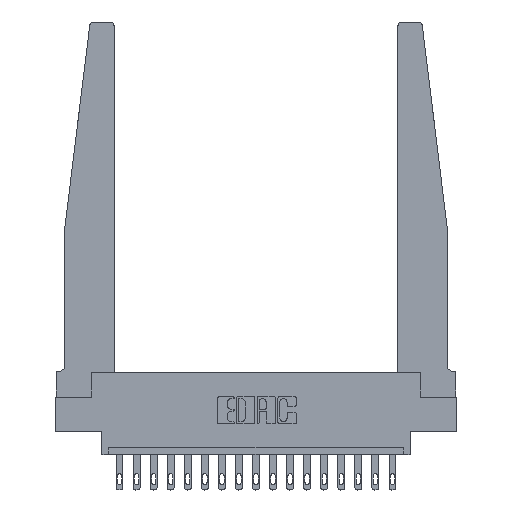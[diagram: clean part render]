
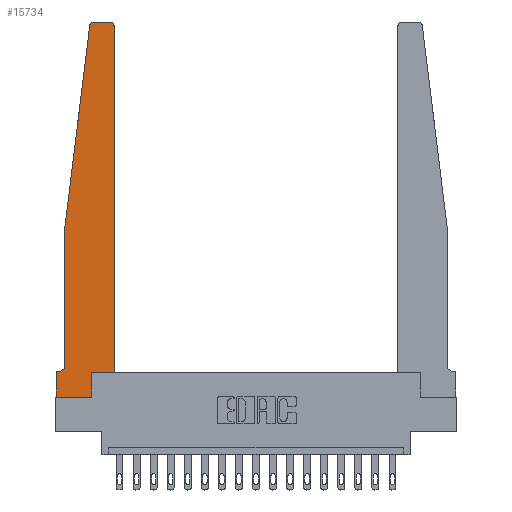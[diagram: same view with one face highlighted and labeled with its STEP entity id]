
A CAD part, top view. The second image highlights one B-rep face of the part: STEP entity #15734.
In plain terms, the highlighted planar face has unit normal (0, 0, 1).
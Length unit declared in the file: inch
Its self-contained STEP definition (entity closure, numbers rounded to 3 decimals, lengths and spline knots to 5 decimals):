
#436 = VERTEX_POINT ( 'NONE', #14432 ) ;
#632 = DIRECTION ( 'NONE',  ( 0., 0., 1. ) ) ;
#763 = CARTESIAN_POINT ( 'NONE',  ( 0.425, 2.72, 0.37 ) ) ;
#804 = VERTEX_POINT ( 'NONE', #16163 ) ;
#934 = LINE ( 'NONE', #11297, #13392 ) ;
#936 = EDGE_CURVE ( 'NONE', #8753, #14226, #13387, .T. ) ;
#1091 = CARTESIAN_POINT ( 'NONE',  ( 0.065, 0.2375, 0.37 ) ) ;
#1387 = AXIS2_PLACEMENT_3D ( 'NONE', #15350, #632, #4990 ) ;
#1636 = CARTESIAN_POINT ( 'NONE',  ( 0.015, 0.1875, 0.37 ) ) ;
#1797 = VERTEX_POINT ( 'NONE', #763 ) ;
#1824 = DIRECTION ( 'NONE',  ( 1., 0., 0. ) ) ;
#2332 = LINE ( 'NONE', #14433, #13020 ) ;
#2343 = EDGE_CURVE ( 'NONE', #804, #9766, #9918, .T. ) ;
#2389 = DIRECTION ( 'NONE',  ( -1., 0., 0. ) ) ;
#2631 = EDGE_CURVE ( 'NONE', #14226, #17741, #7681, .T. ) ;
#2768 = VERTEX_POINT ( 'NONE', #8161 ) ;
#3316 = CARTESIAN_POINT ( 'NONE',  ( 0.425, 0.18, 0.37 ) ) ;
#3441 = DIRECTION ( 'NONE',  ( -1., 0., 0. ) ) ;
#3605 = DIRECTION ( 'NONE',  ( 0., 1., 0. ) ) ;
#3643 = VECTOR ( 'NONE', #3441, 39.37008 ) ;
#3781 = VECTOR ( 'NONE', #9953, 39.37008 ) ;
#3901 = CARTESIAN_POINT ( 'NONE',  ( 0.2605, 0.18, 0.37 ) ) ;
#4039 = VERTEX_POINT ( 'NONE', #7848 ) ;
#4053 = CARTESIAN_POINT ( 'NONE',  ( 0., 0., 0.37 ) ) ;
#4208 = CARTESIAN_POINT ( 'NONE',  ( 0.2605, 0.18, 0.37 ) ) ;
#4990 = DIRECTION ( 'NONE',  ( 1., 0., 0. ) ) ;
#5636 = EDGE_CURVE ( 'NONE', #6190, #8753, #14561, .T. ) ;
#6151 = DIRECTION ( 'NONE',  ( 1., 0., 0. ) ) ;
#6190 = VERTEX_POINT ( 'NONE', #15062 ) ;
#6428 = CARTESIAN_POINT ( 'NONE',  ( 0.065, 0.1875, 0.37 ) ) ;
#6459 = DIRECTION ( 'NONE',  ( 0., 0., 1. ) ) ;
#6465 = FACE_OUTER_BOUND ( 'NONE', #14619, .T. ) ;
#6935 = ORIENTED_EDGE ( 'NONE', *, *, #13025, .T. ) ;
#6983 = EDGE_CURVE ( 'NONE', #1797, #436, #18170, .T. ) ;
#7066 = DIRECTION ( 'NONE',  ( 1., 0., 0. ) ) ;
#7081 = VECTOR ( 'NONE', #3605, 39.37008 ) ;
#7319 = VECTOR ( 'NONE', #17304, 39.37008 ) ;
#7681 = LINE ( 'NONE', #6428, #3643 ) ;
#7785 = LINE ( 'NONE', #14977, #16571 ) ;
#7848 = CARTESIAN_POINT ( 'NONE',  ( 0.24675, 2.72367, 0.37 ) ) ;
#7962 = VERTEX_POINT ( 'NONE', #11158 ) ;
#8161 = CARTESIAN_POINT ( 'NONE',  ( 0.425, 0.18, 0.37 ) ) ;
#8419 = AXIS2_PLACEMENT_3D ( 'NONE', #13837, #9655, #1824 ) ;
#8482 = CIRCLE ( 'NONE', #1387, 0.03 ) ;
#8740 = DIRECTION ( 'NONE',  ( 0., -1., 0. ) ) ;
#8753 = VERTEX_POINT ( 'NONE', #1091 ) ;
#9159 = ORIENTED_EDGE ( 'NONE', *, *, #11660, .T. ) ;
#9171 = AXIS2_PLACEMENT_3D ( 'NONE', #9458, #6459, #18300 ) ;
#9356 = ORIENTED_EDGE ( 'NONE', *, *, #10121, .T. ) ;
#9458 = CARTESIAN_POINT ( 'NONE',  ( 0.395, 2.72, 0.37 ) ) ;
#9655 = DIRECTION ( 'NONE',  ( 0., 0., 1. ) ) ;
#9766 = VERTEX_POINT ( 'NONE', #3901 ) ;
#9829 = ORIENTED_EDGE ( 'NONE', *, *, #18313, .T. ) ;
#9917 = VERTEX_POINT ( 'NONE', #14940 ) ;
#9918 = LINE ( 'NONE', #4208, #7319 ) ;
#9953 = DIRECTION ( 'NONE',  ( 0., -1., 0. ) ) ;
#9992 = ORIENTED_EDGE ( 'NONE', *, *, #15836, .T. ) ;
#10121 = EDGE_CURVE ( 'NONE', #2768, #1797, #18337, .T. ) ;
#10710 = CARTESIAN_POINT ( 'NONE',  ( 0.015, 0.2375, 0.37 ) ) ;
#11158 = CARTESIAN_POINT ( 'NONE',  ( 0., 0., 0.37 ) ) ;
#11297 = CARTESIAN_POINT ( 'NONE',  ( 0.25, 2.75, 0.37 ) ) ;
#11336 = CARTESIAN_POINT ( 'NONE',  ( 0., 0.1875, 0.37 ) ) ;
#11507 = LINE ( 'NONE', #4053, #3781 ) ;
#11660 = EDGE_CURVE ( 'NONE', #9766, #2768, #2332, .T. ) ;
#12064 = CARTESIAN_POINT ( 'NONE',  ( 0.065, 1.25, 0.37 ) ) ;
#12382 = PLANE ( 'NONE',  #8419 ) ;
#13020 = VECTOR ( 'NONE', #7066, 39.37008 ) ;
#13025 = EDGE_CURVE ( 'NONE', #17741, #7962, #11507, .T. ) ;
#13349 = DIRECTION ( 'NONE',  ( 0., 0., -1. ) ) ;
#13376 = ORIENTED_EDGE ( 'NONE', *, *, #2631, .T. ) ;
#13387 = CIRCLE ( 'NONE', #15847, 0.05 ) ;
#13392 = VECTOR ( 'NONE', #2389, 39.37008 ) ;
#13485 = ORIENTED_EDGE ( 'NONE', *, *, #2343, .T. ) ;
#13609 = ORIENTED_EDGE ( 'NONE', *, *, #18417, .T. ) ;
#13712 = DIRECTION ( 'NONE',  ( -0.122, -0.992, 0. ) ) ;
#13779 = ORIENTED_EDGE ( 'NONE', *, *, #936, .T. ) ;
#13837 = CARTESIAN_POINT ( 'NONE',  ( 0., 0.1875, 0.37 ) ) ;
#14226 = VERTEX_POINT ( 'NONE', #1636 ) ;
#14432 = CARTESIAN_POINT ( 'NONE',  ( 0.395, 2.75, 0.37 ) ) ;
#14433 = CARTESIAN_POINT ( 'NONE',  ( 0.425, 0.18, 0.37 ) ) ;
#14476 = ORIENTED_EDGE ( 'NONE', *, *, #18306, .T. ) ;
#14561 = LINE ( 'NONE', #19142, #18135 ) ;
#14619 = EDGE_LOOP ( 'NONE', ( #9992, #13609, #9829, #17184, #13779, #13376, #6935, #14476, #13485, #9159, #9356, #18605 ) ) ;
#14940 = CARTESIAN_POINT ( 'NONE',  ( 0.27653, 2.75, 0.37 ) ) ;
#14977 = CARTESIAN_POINT ( 'NONE',  ( 0., 0., 0.37 ) ) ;
#15062 = CARTESIAN_POINT ( 'NONE',  ( 0.065, 1.25, 0.37 ) ) ;
#15350 = CARTESIAN_POINT ( 'NONE',  ( 0.27653, 2.72, 0.37 ) ) ;
#15734 = ADVANCED_FACE ( 'NONE', ( #6465 ), #12382, .T. ) ;
#15836 = EDGE_CURVE ( 'NONE', #436, #9917, #934, .T. ) ;
#15847 = AXIS2_PLACEMENT_3D ( 'NONE', #10710, #13349, #16650 ) ;
#16163 = CARTESIAN_POINT ( 'NONE',  ( 0.2605, 0., 0.37 ) ) ;
#16242 = VECTOR ( 'NONE', #13712, 39.37008 ) ;
#16348 = LINE ( 'NONE', #12064, #16242 ) ;
#16571 = VECTOR ( 'NONE', #6151, 39.37008 ) ;
#16650 = DIRECTION ( 'NONE',  ( -1., 0., 0. ) ) ;
#17184 = ORIENTED_EDGE ( 'NONE', *, *, #5636, .T. ) ;
#17304 = DIRECTION ( 'NONE',  ( 0., 1., 0. ) ) ;
#17741 = VERTEX_POINT ( 'NONE', #11336 ) ;
#18135 = VECTOR ( 'NONE', #8740, 39.37008 ) ;
#18170 = CIRCLE ( 'NONE', #9171, 0.03 ) ;
#18300 = DIRECTION ( 'NONE',  ( 1., 0., 0. ) ) ;
#18306 = EDGE_CURVE ( 'NONE', #7962, #804, #7785, .T. ) ;
#18313 = EDGE_CURVE ( 'NONE', #4039, #6190, #16348, .T. ) ;
#18337 = LINE ( 'NONE', #3316, #7081 ) ;
#18417 = EDGE_CURVE ( 'NONE', #9917, #4039, #8482, .T. ) ;
#18605 = ORIENTED_EDGE ( 'NONE', *, *, #6983, .T. ) ;
#19142 = CARTESIAN_POINT ( 'NONE',  ( 0.065, 1.25, 0.37 ) ) ;
